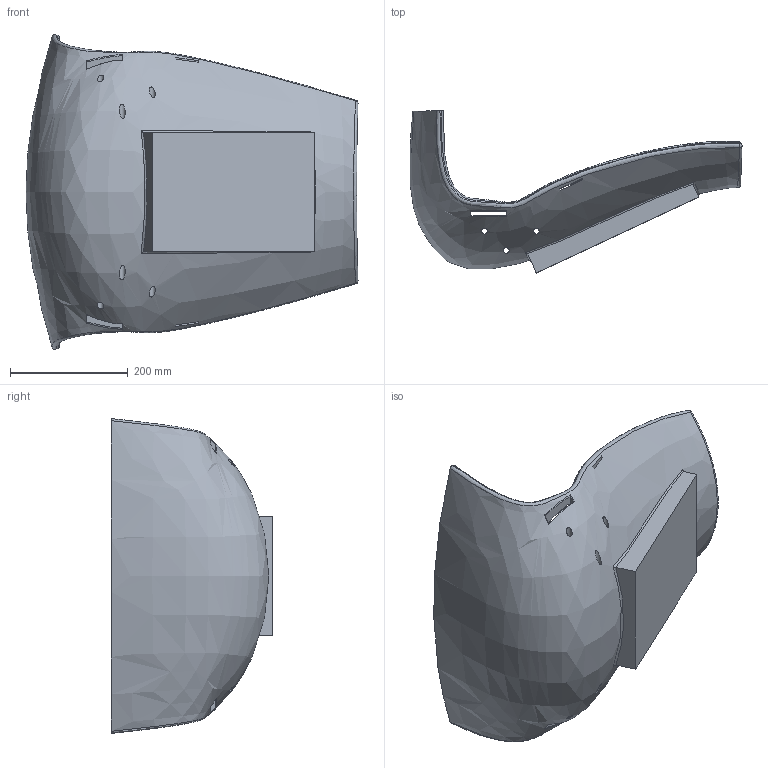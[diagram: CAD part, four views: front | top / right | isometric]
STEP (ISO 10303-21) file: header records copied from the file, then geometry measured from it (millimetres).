
FILE_DESCRIPTION(/* description */ (''),/* implementation_level */ '2;1');
FILE_NAME(/* name */ 'Sit.step',/* time_stamp */ '2023-10-22T22:04:52+02:00',/* author */ (''),/* organization */ (''),/* preprocessor_version */ 'ST-DEVELOPER v20',/* originating_system */ 'Autodesk Translation Framework v12.9.0.99',/* authorisation */ '');
FILE_SCHEMA (('AUTOMOTIVE_DESIGN { 1 0 10303 214 3 1 1 }'));
Length unit declared in the file: inch
Products named in the file (1): FINAL ASSEMBLY_SEAT
Bounding box: 564.38 x 275 x 535.15 mm (x, y, z)
Volume: 5858033.9 mm3; surface area: 786389 mm2
Topology: 1 solids, 1 shells, 67 faces, 212 edges, 146 vertices
Faces by surface type: bspline 35, plane 22, cylinder 6, sphere 4
Full cylindrical faces by diameter (mm): 10 x6
Entity records: 26959 total; most frequent: CARTESIAN_POINT 25404, ORIENTED_EDGE 420, EDGE_CURVE 210, B_SPLINE_CURVE_WITH_KNOTS 158, VERTEX_POINT 146, DIRECTION 140, EDGE_LOOP 88, FACE_OUTER_BOUND 67
